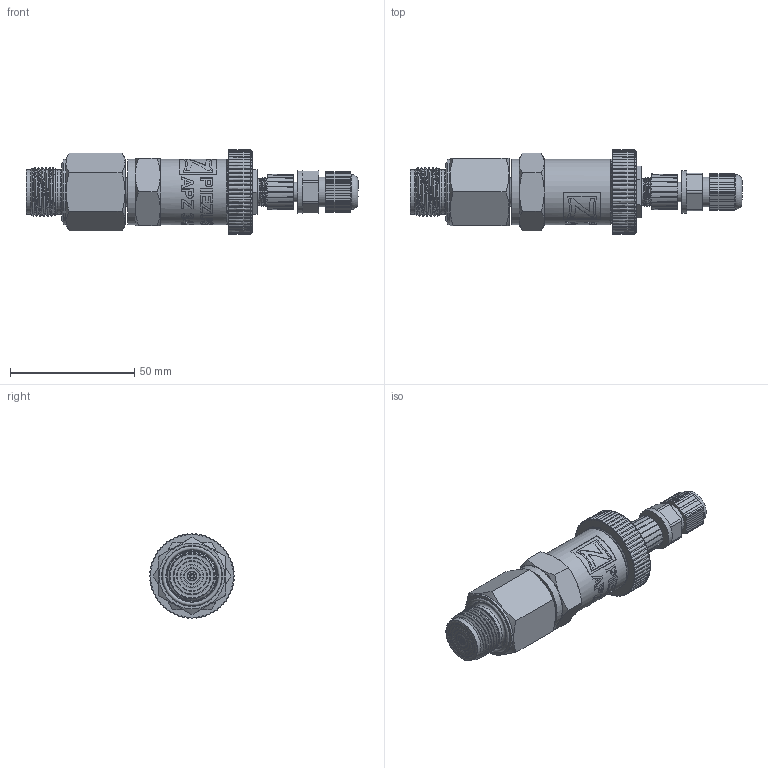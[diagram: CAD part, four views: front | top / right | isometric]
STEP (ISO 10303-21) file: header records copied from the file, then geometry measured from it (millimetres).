
FILE_DESCRIPTION(/* description */ (''),/* implementation_level */ '2;1');
FILE_NAME(/* name */ 'APZ3420m_M20x1,5DIN-flush_4.step',/* time_stamp */ '2021-07-06T15:22:19+03:00',/* author */ (''),/* organization */ (''),/* preprocessor_version */ 'ST-DEVELOPER v18.1',/* originating_system */ 'Autodesk Translation Framework v10.9.0.1377',/* authorisation */ '');
FILE_SCHEMA (('AUTOMOTIVE_DESIGN { 1 0 10303 214 3 1 1 }'));
Length unit declared in the file: millimetre
Products named in the file (7): АПЗ 3420м заполненная; G 1/4 EN; OMAL nut M27x1.5; Ш100.000.002; M12x1 male; M12x1 female straight; M20x1,5DIN diaphragm 18 v8 (1)
Assembly tree (6 placements, depth 2):
  АПЗ 3420м заполненная
    G 1/4 EN
    OMAL nut M27x1.5
    Ш100.000.002
    M12x1 male
    M12x1 female straight
    M20x1,5DIN diaphragm 18 v8 (1)
Bounding box: 133.55 x 34 x 34 mm (x, y, z)
Volume: 56967.8 mm3; surface area: 24361.8 mm2
Topology: 19 solids, 19 shells, 1043 faces, 2869 edges, 1918 vertices
Faces by surface type: bspline 508, plane 290, cylinder 173, cone 52, torus 20
Full cylindrical faces by diameter (mm): 1 x12, 1.5 x4, 2 x1, 3.3 x1, 4 x1, 5 x2, 5.1 x1, 7.3 x1, 8 x3, 8.2 x1, 9.5 x2, 10.293 x1, 10.6 x2, 10.741 x6, 11 x1, 11.445 x4, 11.884 x5, 12 x1, 13.157 x9, 14 x2, 14.137 x4, 14.526 x3, 15.85 x3, 16.203 x3, 17 x1, 18 x2, 18.137 x5, 19.85 x4, 21 x1, 21.4 x2
Entity records: 64570 total; most frequent: CARTESIAN_POINT 41891, ORIENTED_EDGE 5736, DIRECTION 2885, EDGE_CURVE 2868, VERTEX_POINT 1918, B_SPLINE_CURVE_WITH_KNOTS 1353, EDGE_LOOP 1118, LINE 1047
